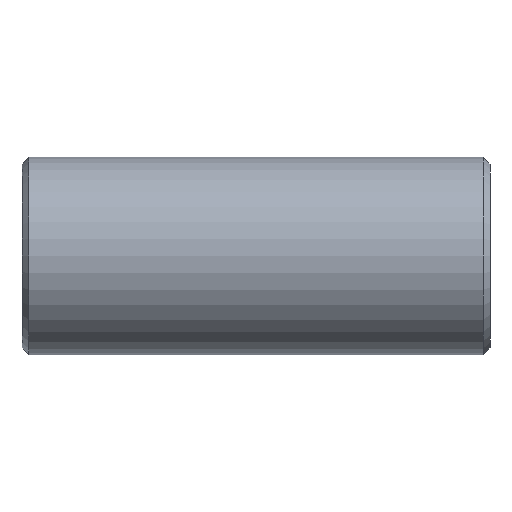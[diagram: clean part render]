
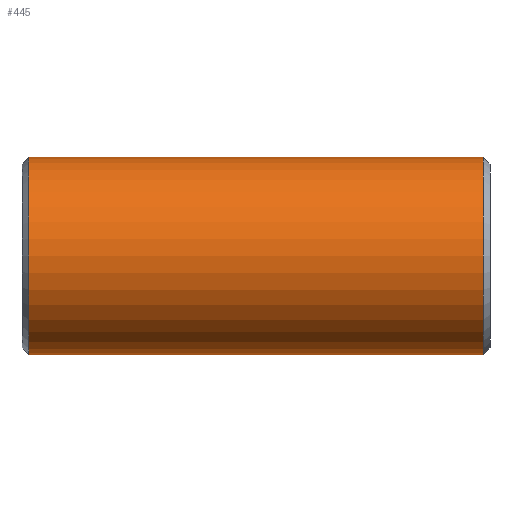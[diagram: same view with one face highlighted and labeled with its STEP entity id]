
A CAD part, front view. The second image highlights one B-rep face of the part: STEP entity #445.
In plain terms, the highlighted cylindrical face has radius 24.13 mm (diameter 48.26 mm), a partial arc.
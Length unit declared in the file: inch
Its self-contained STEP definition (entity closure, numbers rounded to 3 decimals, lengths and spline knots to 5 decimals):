
#62 = DIRECTION ( 'NONE',  ( -1., 0., 0. ) ) ;
#84 = ORIENTED_EDGE ( 'NONE', *, *, #364, .T. ) ;
#104 = CARTESIAN_POINT ( 'NONE',  ( 2.25, 0., 0. ) ) ;
#115 = DIRECTION ( 'NONE',  ( 0., 0., 1. ) ) ;
#119 = CIRCLE ( 'NONE', #534, 0.95 ) ;
#123 = CARTESIAN_POINT ( 'NONE',  ( -2.18333, 0., -0.95 ) ) ;
#167 = CARTESIAN_POINT ( 'NONE',  ( 2.18333, 0., 0. ) ) ;
#175 = CARTESIAN_POINT ( 'NONE',  ( 2.25, 0., 0.95 ) ) ;
#178 = ORIENTED_EDGE ( 'NONE', *, *, #201, .F. ) ;
#180 = LINE ( 'NONE', #680, #184 ) ;
#184 = VECTOR ( 'NONE', #273, 39.37008 ) ;
#188 = VECTOR ( 'NONE', #247, 39.37008 ) ;
#201 = EDGE_CURVE ( 'NONE', #700, #611, #180, .T. ) ;
#247 = DIRECTION ( 'NONE',  ( -1., 0., 0. ) ) ;
#265 = EDGE_CURVE ( 'NONE', #478, #611, #474, .T. ) ;
#273 = DIRECTION ( 'NONE',  ( -1., 0., 0. ) ) ;
#311 = CARTESIAN_POINT ( 'NONE',  ( 2.18333, 0., 0.95 ) ) ;
#333 = DIRECTION ( 'NONE',  ( -1., 0., 0. ) ) ;
#340 = AXIS2_PLACEMENT_3D ( 'NONE', #451, #507, #115 ) ;
#364 = EDGE_CURVE ( 'NONE', #700, #688, #119, .T. ) ;
#376 = DIRECTION ( 'NONE',  ( 0., 0., -1. ) ) ;
#423 = ORIENTED_EDGE ( 'NONE', *, *, #566, .T. ) ;
#445 = ADVANCED_FACE ( 'NONE', ( #670 ), #565, .T. ) ;
#451 = CARTESIAN_POINT ( 'NONE',  ( -2.18333, 0., 0. ) ) ;
#454 = CARTESIAN_POINT ( 'NONE',  ( -2.18333, 0., 0.95 ) ) ;
#471 = EDGE_LOOP ( 'NONE', ( #178, #84, #423, #658 ) ) ;
#474 = CIRCLE ( 'NONE', #340, 0.95 ) ;
#478 = VERTEX_POINT ( 'NONE', #454 ) ;
#493 = CARTESIAN_POINT ( 'NONE',  ( 2.18333, 0., -0.95 ) ) ;
#507 = DIRECTION ( 'NONE',  ( 1., 0., 0. ) ) ;
#510 = AXIS2_PLACEMENT_3D ( 'NONE', #104, #62, #561 ) ;
#525 = LINE ( 'NONE', #175, #188 ) ;
#534 = AXIS2_PLACEMENT_3D ( 'NONE', #167, #333, #376 ) ;
#561 = DIRECTION ( 'NONE',  ( 0., 0., 1. ) ) ;
#565 = CYLINDRICAL_SURFACE ( 'NONE', #510, 0.95 ) ;
#566 = EDGE_CURVE ( 'NONE', #688, #478, #525, .T. ) ;
#611 = VERTEX_POINT ( 'NONE', #123 ) ;
#658 = ORIENTED_EDGE ( 'NONE', *, *, #265, .T. ) ;
#670 = FACE_OUTER_BOUND ( 'NONE', #471, .T. ) ;
#680 = CARTESIAN_POINT ( 'NONE',  ( 2.25, 0., -0.95 ) ) ;
#688 = VERTEX_POINT ( 'NONE', #311 ) ;
#700 = VERTEX_POINT ( 'NONE', #493 ) ;
